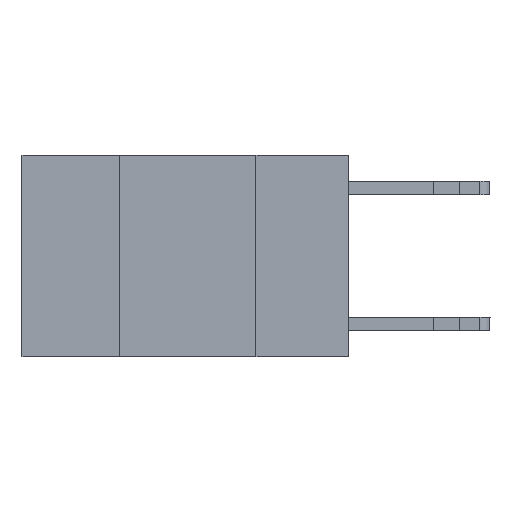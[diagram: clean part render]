
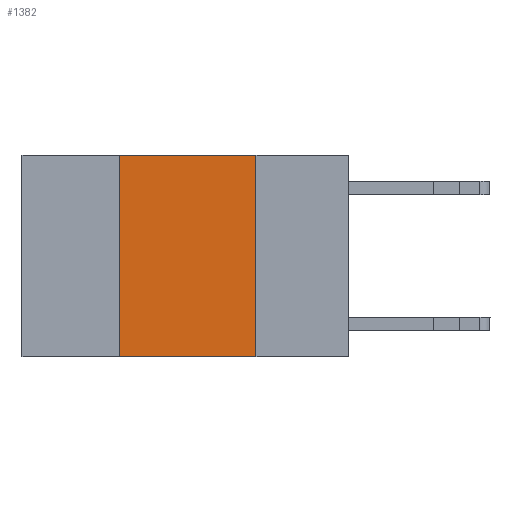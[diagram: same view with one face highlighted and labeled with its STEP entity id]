
A CAD part, left-side view. The second image highlights one B-rep face of the part: STEP entity #1382.
In plain terms, the highlighted planar face has unit normal (-1, 0, 0).
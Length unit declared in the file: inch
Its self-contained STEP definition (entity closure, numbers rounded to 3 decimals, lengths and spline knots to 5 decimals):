
#799 = EDGE_CURVE ( 'NONE', #14763, #3998, #12974, .T. ) ;
#1307 = CARTESIAN_POINT ( 'NONE',  ( 0., 0.17, 0. ) ) ;
#1382 = ADVANCED_FACE ( 'NONE', ( #7079 ), #13291, .F. ) ;
#1437 = VECTOR ( 'NONE', #12708, 39.37008 ) ;
#1575 = LINE ( 'NONE', #2362, #1437 ) ;
#1780 = CARTESIAN_POINT ( 'NONE',  ( 0., 0.42, 0. ) ) ;
#2362 = CARTESIAN_POINT ( 'NONE',  ( 0., 0.6, -0.37 ) ) ;
#3998 = VERTEX_POINT ( 'NONE', #1780 ) ;
#4614 = EDGE_LOOP ( 'NONE', ( #10830, #11063, #11389, #11406 ) ) ;
#5061 = CARTESIAN_POINT ( 'NONE',  ( 0., 0.42, 0. ) ) ;
#5281 = DIRECTION ( 'NONE',  ( 0., 0., 1. ) ) ;
#7079 = FACE_OUTER_BOUND ( 'NONE', #4614, .T. ) ;
#7890 = CARTESIAN_POINT ( 'NONE',  ( 0., 0.17, -0.37 ) ) ;
#9237 = DIRECTION ( 'NONE',  ( 0., -1., 0. ) ) ;
#9399 = CARTESIAN_POINT ( 'NONE',  ( 0., 0.6, 0. ) ) ;
#10830 = ORIENTED_EDGE ( 'NONE', *, *, #16672, .F. ) ;
#11063 = ORIENTED_EDGE ( 'NONE', *, *, #14158, .F. ) ;
#11389 = ORIENTED_EDGE ( 'NONE', *, *, #799, .F. ) ;
#11406 = ORIENTED_EDGE ( 'NONE', *, *, #18106, .T. ) ;
#12708 = DIRECTION ( 'NONE',  ( 0., -1., 0. ) ) ;
#12869 = VECTOR ( 'NONE', #5281, 39.37008 ) ;
#12914 = DIRECTION ( 'NONE',  ( 0., 0., -1. ) ) ;
#12974 = LINE ( 'NONE', #5061, #12869 ) ;
#13088 = DIRECTION ( 'NONE',  ( 1., 0., 0. ) ) ;
#13170 = CARTESIAN_POINT ( 'NONE',  ( 0., 0.6, 0. ) ) ;
#13291 = PLANE ( 'NONE',  #19154 ) ;
#14158 = EDGE_CURVE ( 'NONE', #3998, #20745, #14660, .T. ) ;
#14551 = VERTEX_POINT ( 'NONE', #7890 ) ;
#14605 = VECTOR ( 'NONE', #9237, 39.37008 ) ;
#14660 = LINE ( 'NONE', #9399, #14605 ) ;
#14763 = VERTEX_POINT ( 'NONE', #18245 ) ;
#15191 = CARTESIAN_POINT ( 'NONE',  ( 0., 0.17, 0. ) ) ;
#15550 = VECTOR ( 'NONE', #19863, 39.37008 ) ;
#15612 = LINE ( 'NONE', #15191, #15550 ) ;
#16672 = EDGE_CURVE ( 'NONE', #20745, #14551, #15612, .T. ) ;
#18106 = EDGE_CURVE ( 'NONE', #14763, #14551, #1575, .T. ) ;
#18245 = CARTESIAN_POINT ( 'NONE',  ( 0., 0.42, -0.37 ) ) ;
#19154 = AXIS2_PLACEMENT_3D ( 'NONE', #13170, #13088, #12914 ) ;
#19863 = DIRECTION ( 'NONE',  ( 0., 0., -1. ) ) ;
#20745 = VERTEX_POINT ( 'NONE', #1307 ) ;
